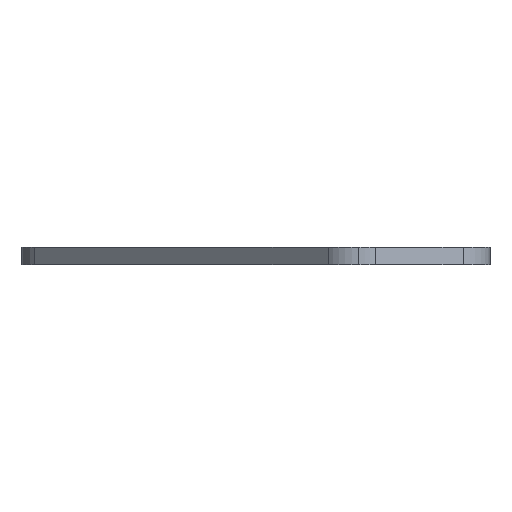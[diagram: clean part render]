
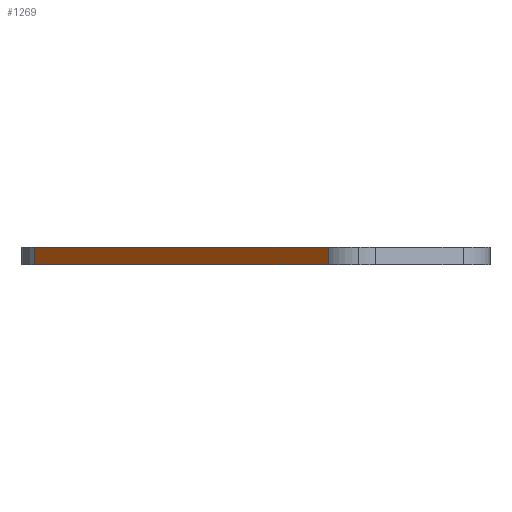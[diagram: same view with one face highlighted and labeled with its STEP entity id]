
A CAD part, left-side view. The second image highlights one B-rep face of the part: STEP entity #1269.
In plain terms, the highlighted planar face has unit normal (-0.707, 0.707, 0).
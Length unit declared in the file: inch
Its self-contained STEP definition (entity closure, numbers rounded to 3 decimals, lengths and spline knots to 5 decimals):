
#6 = CARTESIAN_POINT ( 'NONE',  ( 1.41068, 2.11778, 0.04921 ) ) ;
#96 = DIRECTION ( 'NONE',  ( 0.707, 0.707, 0. ) ) ;
#110 = ORIENTED_EDGE ( 'NONE', *, *, #621, .T. ) ;
#170 = ORIENTED_EDGE ( 'NONE', *, *, #1094, .T. ) ;
#187 = ORIENTED_EDGE ( 'NONE', *, *, #1123, .F. ) ;
#249 = VECTOR ( 'NONE', #399, 39.37008 ) ;
#271 = VECTOR ( 'NONE', #925, 39.37008 ) ;
#289 = CARTESIAN_POINT ( 'NONE',  ( 1.41068, 2.11778, -0.04921 ) ) ;
#399 = DIRECTION ( 'NONE',  ( -0.707, -0.707, 0. ) ) ;
#402 = CARTESIAN_POINT ( 'NONE',  ( -0.2765, 0.4306, -0.04921 ) ) ;
#413 = CARTESIAN_POINT ( 'NONE',  ( -0.2765, 0.4306, 0.04921 ) ) ;
#433 = DIRECTION ( 'NONE',  ( 0.707, -0.707, 0. ) ) ;
#444 = PLANE ( 'NONE',  #1033 ) ;
#447 = VERTEX_POINT ( 'NONE', #402 ) ;
#465 = VERTEX_POINT ( 'NONE', #513 ) ;
#470 = CARTESIAN_POINT ( 'NONE',  ( 1.58745, 2.29456, 0.04921 ) ) ;
#507 = EDGE_CURVE ( 'NONE', #553, #447, #943, .T. ) ;
#513 = CARTESIAN_POINT ( 'NONE',  ( 1.41068, 2.11778, 0.04921 ) ) ;
#518 = VECTOR ( 'NONE', #1383, 39.37008 ) ;
#553 = VERTEX_POINT ( 'NONE', #289 ) ;
#621 = EDGE_CURVE ( 'NONE', #465, #553, #1103, .T. ) ;
#701 = ORIENTED_EDGE ( 'NONE', *, *, #507, .T. ) ;
#794 = VERTEX_POINT ( 'NONE', #413 ) ;
#796 = DIRECTION ( 'NONE',  ( 0., 0., -1. ) ) ;
#803 = LINE ( 'NONE', #1328, #271 ) ;
#925 = DIRECTION ( 'NONE',  ( 0., 0., 1. ) ) ;
#939 = EDGE_LOOP ( 'NONE', ( #701, #170, #187, #110 ) ) ;
#943 = LINE ( 'NONE', #958, #249 ) ;
#958 = CARTESIAN_POINT ( 'NONE',  ( 1.58745, 2.29456, -0.04921 ) ) ;
#977 = CARTESIAN_POINT ( 'NONE',  ( 1.58745, 2.29456, 0.04921 ) ) ;
#1014 = LINE ( 'NONE', #470, #518 ) ;
#1033 = AXIS2_PLACEMENT_3D ( 'NONE', #977, #433, #96 ) ;
#1072 = FACE_OUTER_BOUND ( 'NONE', #939, .T. ) ;
#1094 = EDGE_CURVE ( 'NONE', #447, #794, #803, .T. ) ;
#1103 = LINE ( 'NONE', #6, #1365 ) ;
#1123 = EDGE_CURVE ( 'NONE', #465, #794, #1014, .T. ) ;
#1269 = ADVANCED_FACE ( 'NONE', ( #1072 ), #444, .F. ) ;
#1328 = CARTESIAN_POINT ( 'NONE',  ( -0.2765, 0.4306, 0.04921 ) ) ;
#1365 = VECTOR ( 'NONE', #796, 39.37008 ) ;
#1383 = DIRECTION ( 'NONE',  ( -0.707, -0.707, 0. ) ) ;
